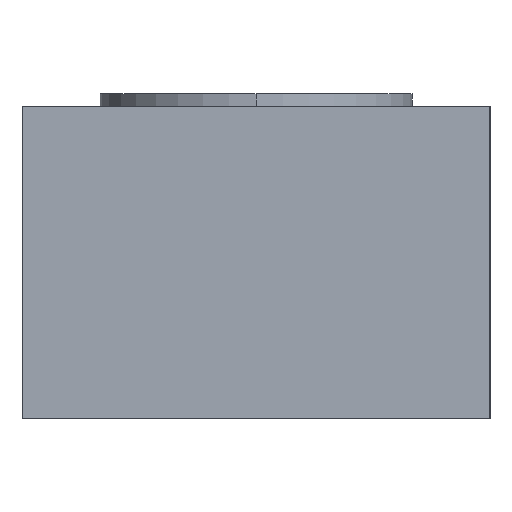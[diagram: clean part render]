
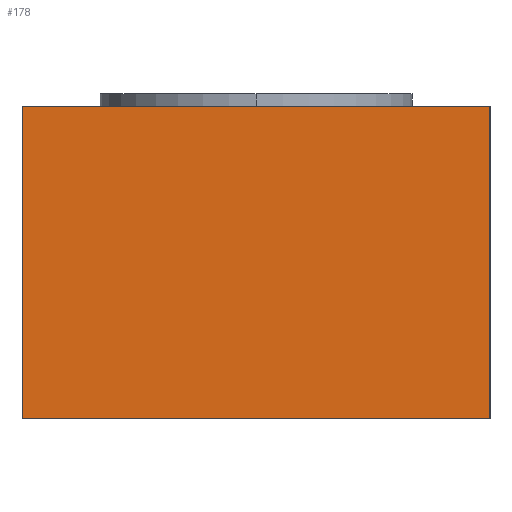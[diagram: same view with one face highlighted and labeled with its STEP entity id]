
A CAD part, left-side view. The second image highlights one B-rep face of the part: STEP entity #178.
In plain terms, the highlighted planar face has unit normal (-1, 0, 0).
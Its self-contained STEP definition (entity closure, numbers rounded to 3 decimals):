
#66 = EDGE_CURVE ( 'NONE', #67, #68, #437, .T. ) ;
#67 = VERTEX_POINT ( 'NONE', #467 ) ;
#68 = VERTEX_POINT ( 'NONE', #466 ) ;
#118 = ORIENTED_EDGE ( 'NONE', *, *, #124, .T. ) ;
#122 = VERTEX_POINT ( 'NONE', #513 ) ;
#124 = EDGE_CURVE ( 'NONE', #67, #122, #508, .T. ) ;
#153 = EDGE_CURVE ( 'NONE', #68, #190, #534, .T. ) ;
#178 = ADVANCED_FACE ( 'NONE', ( #691 ), #584, .F. ) ;
#190 = VERTEX_POINT ( 'NONE', #730 ) ;
#191 = EDGE_LOOP ( 'NONE', ( #192, #194, #195, #118 ) ) ;
#192 = ORIENTED_EDGE ( 'NONE', *, *, #193, .T. ) ;
#193 = EDGE_CURVE ( 'NONE', #122, #190, #667, .T. ) ;
#194 = ORIENTED_EDGE ( 'NONE', *, *, #153, .F. ) ;
#195 = ORIENTED_EDGE ( 'NONE', *, *, #66, .F. ) ;
#336 = DIRECTION ( 'NONE',  ( 0., 0., -1. ) ) ;
#337 = VECTOR ( 'NONE', #336, 1000. ) ;
#434 = DIRECTION ( 'NONE',  ( 0., -1., 0. ) ) ;
#435 = VECTOR ( 'NONE', #434, 1000. ) ;
#436 = CARTESIAN_POINT ( 'NONE',  ( -23., 15., 20. ) ) ;
#437 = LINE ( 'NONE', #436, #435 ) ;
#466 = CARTESIAN_POINT ( 'NONE',  ( -23., -15., 20. ) ) ;
#467 = CARTESIAN_POINT ( 'NONE',  ( -23., 15., 20. ) ) ;
#505 = DIRECTION ( 'NONE',  ( 0., 0., -1. ) ) ;
#506 = VECTOR ( 'NONE', #505, 1000. ) ;
#507 = CARTESIAN_POINT ( 'NONE',  ( -23., 15., 20. ) ) ;
#508 = LINE ( 'NONE', #507, #506 ) ;
#513 = CARTESIAN_POINT ( 'NONE',  ( -23., 15., 0. ) ) ;
#533 = CARTESIAN_POINT ( 'NONE',  ( -23., -15., 20. ) ) ;
#534 = LINE ( 'NONE', #533, #337 ) ;
#584 = PLANE ( 'NONE',  #684 ) ;
#664 = DIRECTION ( 'NONE',  ( 0., -1., 0. ) ) ;
#665 = VECTOR ( 'NONE', #664, 1000. ) ;
#666 = CARTESIAN_POINT ( 'NONE',  ( -23., 15., 0. ) ) ;
#667 = LINE ( 'NONE', #666, #665 ) ;
#681 = DIRECTION ( 'NONE',  ( 0., 1., 0. ) ) ;
#682 = DIRECTION ( 'NONE',  ( 1., 0., 0. ) ) ;
#683 = CARTESIAN_POINT ( 'NONE',  ( -23., 15., 20. ) ) ;
#684 = AXIS2_PLACEMENT_3D ( 'NONE', #683, #682, #681 ) ;
#691 = FACE_OUTER_BOUND ( 'NONE', #191, .T. ) ;
#730 = CARTESIAN_POINT ( 'NONE',  ( -23., -15., 0. ) ) ;
